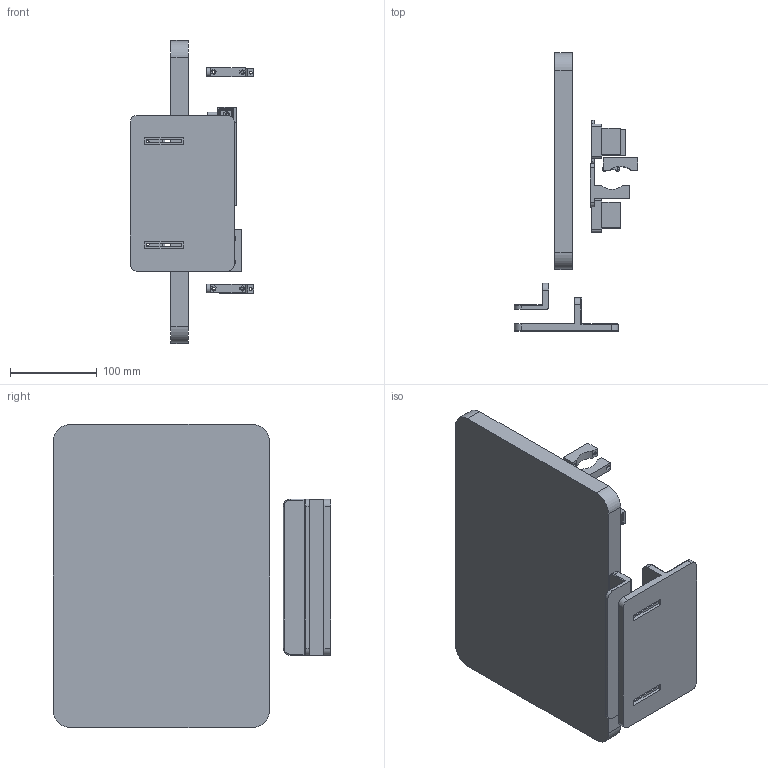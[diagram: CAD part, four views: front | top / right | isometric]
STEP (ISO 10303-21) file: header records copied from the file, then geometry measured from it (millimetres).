
FILE_DESCRIPTION(/* description */ (''),/* implementation_level */ '2;1');
FILE_NAME(/* name */ 'Fingering Module.step',/* time_stamp */ '2022-01-11T12:01:53+00:00',/* author */ (''),/* organization */ (''),/* preprocessor_version */ 'ST-DEVELOPER v18.1',/* originating_system */ 'Autodesk Translation Framework v10.10.0.1391',/* authorisation */ '');
FILE_SCHEMA (('AUTOMOTIVE_DESIGN { 1 0 10303 214 3 1 1 }'));
Length unit declared in the file: millimetre
Products named in the file (11): Assembly; four_seater_container_body; Recorder Base Frame Top; slidingFrame; 5 Seater Container Body; 1 Seater Container Body; finger_pads_middle_joint; double_hole_finger_pad_large; base_frame; recorder_clamp_top; recorder_clamp_bottom
Assembly tree (20 placements, depth 3):
  Assembly
    four_seater_container_body
    Recorder Base Frame Top
      slidingFrame
    5 Seater Container Body
    1 Seater Container Body
    finger_pads_middle_joint  x6
    double_hole_finger_pad_large  x4
    base_frame
    recorder_clamp_top  x2
    recorder_clamp_bottom  x2
Bounding box: 142.48 x 320.74 x 350 mm (x, y, z)
Volume: 2140149.4 mm3; surface area: 343997.5 mm2
Topology: 20 solids, 20 shells, 676 faces, 1544 edges, 942 vertices
Faces by surface type: plane 330, cylinder 244, torus 56, sphere 44, bspline 2
Full cylindrical faces by diameter (mm): 3 x10, 3.5 x31, 4 x9, 6 x8, 7 x10
Entity records: 16522 total; most frequent: DIRECTION 2991, CARTESIAN_POINT 2757, ORIENTED_EDGE 2620, EDGE_CURVE 1310, AXIS2_PLACEMENT_3D 1083, LINE 825, VECTOR 825, VERTEX_POINT 789
